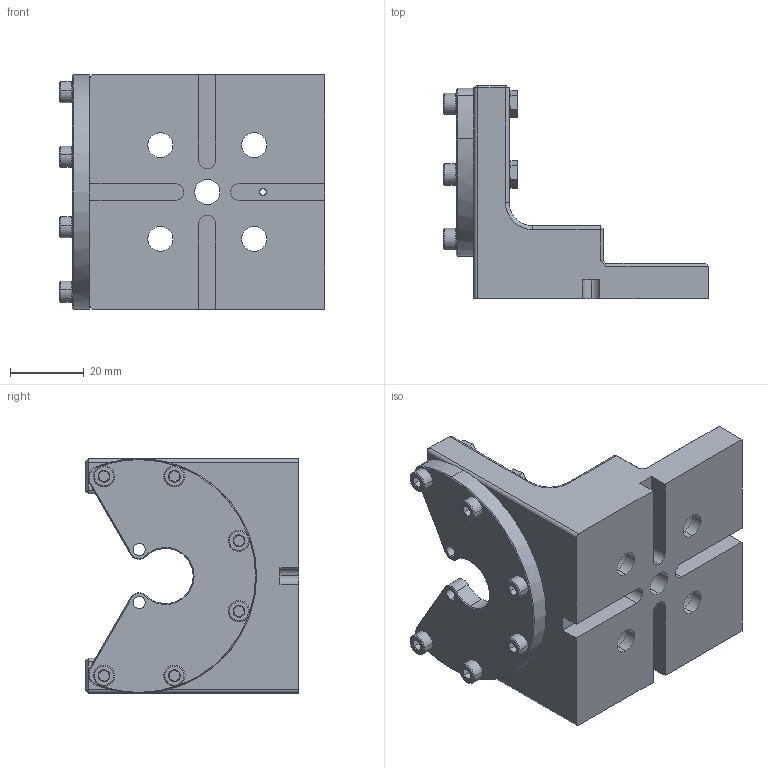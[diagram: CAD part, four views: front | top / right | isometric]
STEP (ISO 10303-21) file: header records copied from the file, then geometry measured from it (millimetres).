
FILE_DESCRIPTION (( 'STEP AP214' ), '1' );
FILE_NAME ('AX-MTV0750-C1.STEP', '2025-05-21T01:05:51', ( '' ), ( '' ), 'SwSTEP 2.0', 'SolidWorks 2021', '' );
FILE_SCHEMA (( 'AUTOMOTIVE_DESIGN' ));
Length unit declared in the file: inch
Products named in the file (1): AX-MTV0750-C1
Bounding box: 71.77 x 57.78 x 63.5 mm (x, y, z)
Volume: 61113.4 mm3; surface area: 21825.7 mm2
Topology: 1 solids, 1 shells, 400 faces, 907 edges, 527 vertices
Faces by surface type: plane 163, cone 143, cylinder 82, bspline 8, torus 4
Entity records: 17186 total; most frequent: CARTESIAN_POINT 3177, DIRECTION 1856, ORIENTED_EDGE 1806, EDGE_CURVE 903, AXIS2_PLACEMENT_3D 702, VERTEX_POINT 527, VECTOR 452, LINE 452
